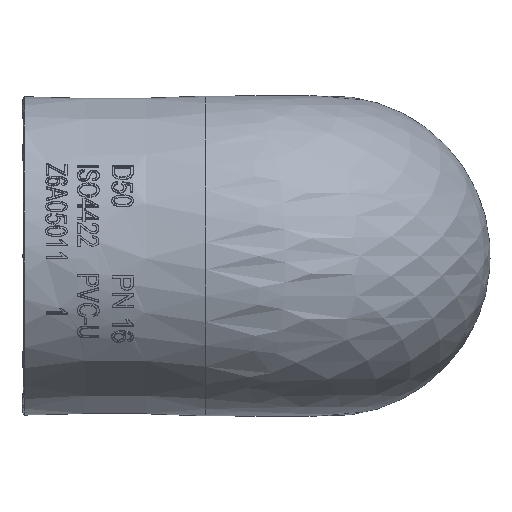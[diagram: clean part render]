
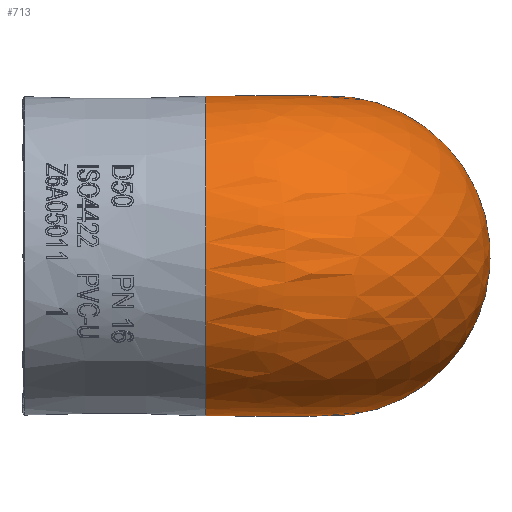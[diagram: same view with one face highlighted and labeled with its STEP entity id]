
A CAD part, left-side view. The second image highlights one B-rep face of the part: STEP entity #713.
In plain terms, the highlighted free-form (B-spline) face has degree [3, 3] with [7, 4] control points.
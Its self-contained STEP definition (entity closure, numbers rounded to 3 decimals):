
#281=(
BOUNDED_SURFACE()
B_SPLINE_SURFACE(3,3,((#9892,#9893,#9894,#9895),(#9896,#9897,#9898,#9899),
(#9900,#9901,#9902,#9903),(#9904,#9905,#9906,#9907),(#9908,#9909,#9910,
#9911),(#9912,#9913,#9914,#9915),(#9916,#9917,#9918,#9919)),
 .UNSPECIFIED.,.F.,.F.,.F.)
B_SPLINE_SURFACE_WITH_KNOTS((4,3,4),(4,4),(0.,0.5,1.),(0.,1.),
 .UNSPECIFIED.)
GEOMETRIC_REPRESENTATION_ITEM()
RATIONAL_B_SPLINE_SURFACE(((1.,0.58,0.58,1.),
(0.556,0.323,0.323,0.556),
(0.556,0.323,0.323,0.556),
(1.,0.58,0.58,1.),(0.556,0.323,
0.323,0.556),(0.556,0.323,
0.323,0.556),(1.,0.58,0.58,
1.)))
REPRESENTATION_ITEM('')
SURFACE()
);
#342=FACE_OUTER_BOUND('',#1399,.T.);
#713=ADVANCED_FACE('',(#342),#281,.T.);
#1086=CIRCLE('',#5347,30.28);
#1191=CIRCLE('',#5477,30.28);
#1399=EDGE_LOOP('',(#2103,#2104));
#2103=ORIENTED_EDGE('',*,*,#3988,.T.);
#2104=ORIENTED_EDGE('',*,*,#4238,.T.);
#3446=VERTEX_POINT('',#7973);
#3447=VERTEX_POINT('',#7974);
#3988=EDGE_CURVE('',#3446,#3447,#1086,.T.);
#4238=EDGE_CURVE('',#3447,#3446,#1191,.T.);
#5347=AXIS2_PLACEMENT_3D('',#7972,#5624,#5625);
#5477=AXIS2_PLACEMENT_3D('',#9891,#5916,#5917);
#5624=DIRECTION('',(0.,-1.,0.));
#5625=DIRECTION('',(0.,0.,1.));
#5916=DIRECTION('',(-1.,0.,0.));
#5917=DIRECTION('',(0.,0.,1.));
#7972=CARTESIAN_POINT('',(7704.526,-724.651,50.));
#7973=CARTESIAN_POINT('',(7728.05,-724.651,69.066));
#7974=CARTESIAN_POINT('',(7728.05,-724.651,30.934));
#9891=CARTESIAN_POINT('',(7728.05,-748.175,50.));
#9892=CARTESIAN_POINT('',(7728.05,-724.651,30.934));
#9893=CARTESIAN_POINT('',(7728.05,-724.651,30.934));
#9894=CARTESIAN_POINT('',(7728.05,-724.651,30.934));
#9895=CARTESIAN_POINT('',(7728.05,-724.651,30.934));
#9896=CARTESIAN_POINT('',(7728.354,-746.197,4.349));
#9897=CARTESIAN_POINT('',(7705.359,-746.522,4.349));
#9898=CARTESIAN_POINT('',(7696.541,-725.281,4.349));
#9899=CARTESIAN_POINT('',(7713.006,-709.225,4.349));
#9900=CARTESIAN_POINT('',(7728.81,-778.449,15.779));
#9901=CARTESIAN_POINT('',(7671.391,-779.261,15.779));
#9902=CARTESIAN_POINT('',(7649.374,-726.224,15.779));
#9903=CARTESIAN_POINT('',(7690.486,-686.131,15.779));
#9904=CARTESIAN_POINT('',(7728.81,-778.449,50.));
#9905=CARTESIAN_POINT('',(7671.391,-779.261,50.));
#9906=CARTESIAN_POINT('',(7649.374,-726.224,50.));
#9907=CARTESIAN_POINT('',(7690.486,-686.131,50.));
#9908=CARTESIAN_POINT('',(7728.81,-778.449,84.221));
#9909=CARTESIAN_POINT('',(7671.391,-779.261,84.221));
#9910=CARTESIAN_POINT('',(7649.374,-726.224,84.221));
#9911=CARTESIAN_POINT('',(7690.486,-686.131,84.221));
#9912=CARTESIAN_POINT('',(7728.354,-746.197,95.651));
#9913=CARTESIAN_POINT('',(7705.359,-746.522,95.651));
#9914=CARTESIAN_POINT('',(7696.541,-725.281,95.651));
#9915=CARTESIAN_POINT('',(7713.006,-709.225,95.651));
#9916=CARTESIAN_POINT('',(7728.05,-724.651,69.066));
#9917=CARTESIAN_POINT('',(7728.05,-724.651,69.066));
#9918=CARTESIAN_POINT('',(7728.05,-724.651,69.066));
#9919=CARTESIAN_POINT('',(7728.05,-724.651,69.066));
